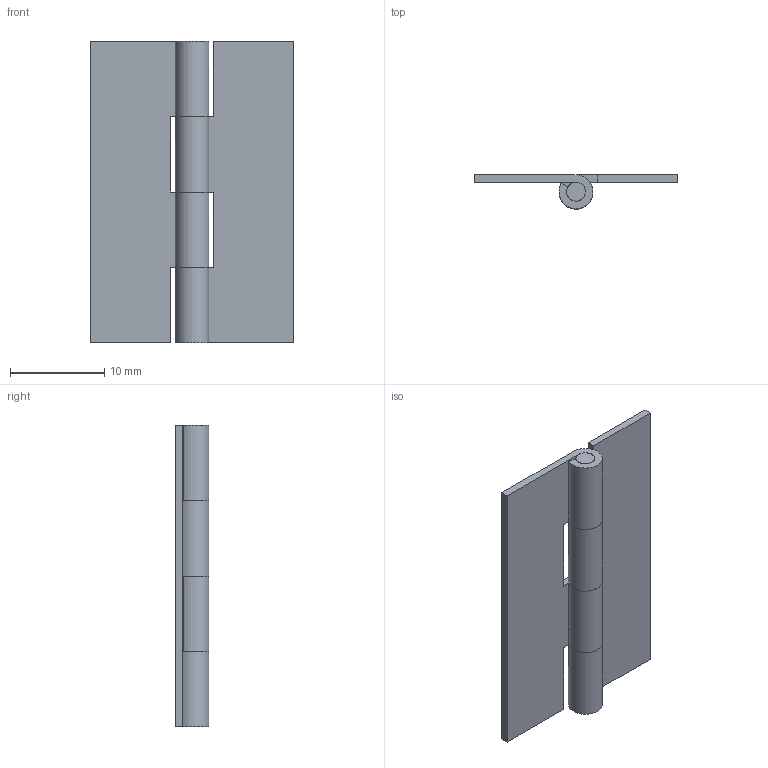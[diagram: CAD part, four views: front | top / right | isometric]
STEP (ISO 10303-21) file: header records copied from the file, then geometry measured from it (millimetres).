
FILE_DESCRIPTION((''),'2;1');
FILE_NAME('','2005-04-20T10:54:40',(''),(''),'','CADfix','');
FILE_SCHEMA(('AUTOMOTIVE_DESIGN'));
Length unit declared in the file: millimetre
Products named in the file (4): hinge piece_B; hinge piece_A; shaft; TH_TM_63_24678_36
Assembly tree (3 placements, depth 2):
  TH_TM_63_24678_36
    hinge piece_B
    hinge piece_A
    shaft
Bounding box: 21.5 x 3.6 x 32 mm (x, y, z)
Volume: 782.3 mm3; surface area: 2102.8 mm2
Topology: 3 solids, 3 shells, 36 faces, 97 edges, 67 vertices
Faces by surface type: bspline 36
Entity records: 1311 total; most frequent: CARTESIAN_POINT 639, ORIENTED_EDGE 194, EDGE_CURVE 97, QUASI_UNIFORM_CURVE 73, VERTEX_POINT 67, EDGE_LOOP 36, FACE_OUTER_BOUND 36, ADVANCED_FACE 36
